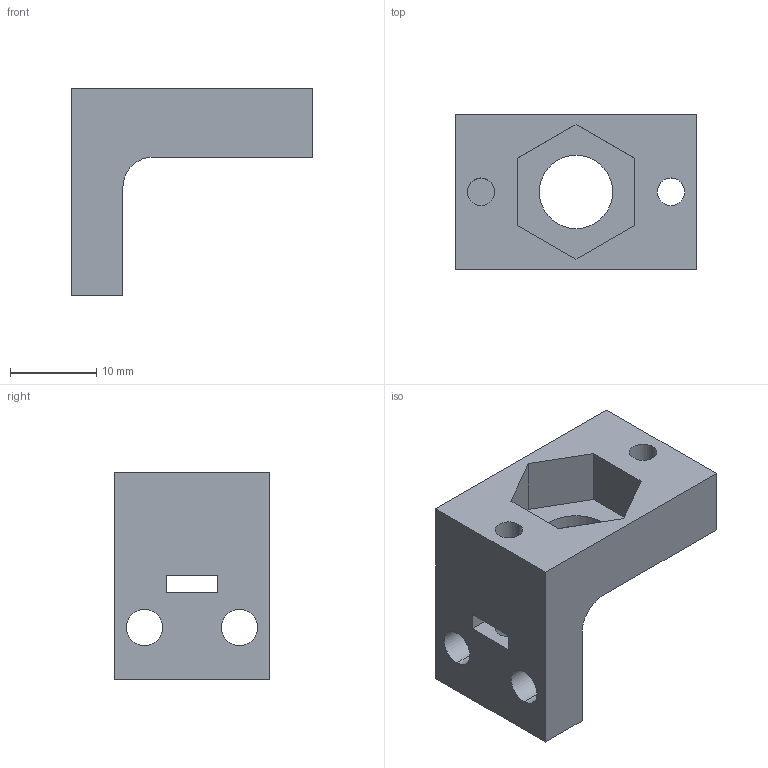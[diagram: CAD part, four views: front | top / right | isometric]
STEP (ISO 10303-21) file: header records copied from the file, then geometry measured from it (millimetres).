
FILE_DESCRIPTION (( 'STEP AP214' ), '1' );
FILE_NAME ('Nut casing - Bottom.STEP', '2016-03-10T10:52:23', ( '' ), ( '' ), 'SwSTEP 2.0', 'SolidWorks 2016', '' );
FILE_SCHEMA (( 'AUTOMOTIVE_DESIGN' ));
Length unit declared in the file: millimetre
Products named in the file (1): Nut casing - Bottom
Bounding box: 28 x 18 x 24.08 mm (x, y, z)
Volume: 4281.3 mm3; surface area: 3098.4 mm2
Topology: 1 solids, 1 shells, 33 faces, 87 edges, 58 vertices
Faces by surface type: plane 20, cylinder 13
Entity records: 1085 total; most frequent: DIRECTION 181, CARTESIAN_POINT 179, ORIENTED_EDGE 174, EDGE_CURVE 87, LINE 61, VECTOR 61, AXIS2_PLACEMENT_3D 60, VERTEX_POINT 58
